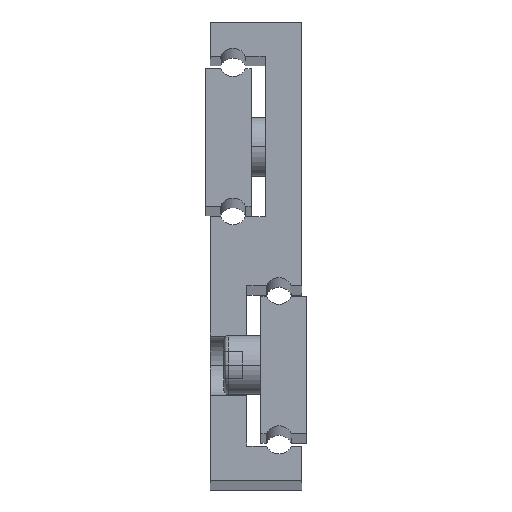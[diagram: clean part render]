
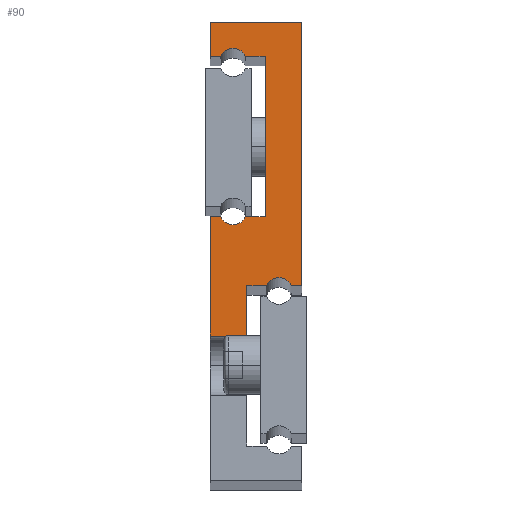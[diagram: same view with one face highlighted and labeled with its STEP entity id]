
A CAD part, top view. The second image highlights one B-rep face of the part: STEP entity #90.
In plain terms, the highlighted planar face has unit normal (0, 0, 1).
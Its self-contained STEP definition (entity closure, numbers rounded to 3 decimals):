
#65 = CARTESIAN_POINT ( 'NONE',  ( 0., 31.5, 600. ) ) ;
#66 = LINE ( 'NONE', #1960, #344 ) ;
#75 = CARTESIAN_POINT ( 'NONE',  ( 2.273, 92.5, 600. ) ) ;
#81 = DIRECTION ( 'NONE',  ( 0., 0., -1. ) ) ;
#82 = CARTESIAN_POINT ( 'NONE',  ( 12., 92.5, 600. ) ) ;
#90 = ADVANCED_FACE ( 'NONE', ( #634 ), #817, .F. ) ;
#108 = VECTOR ( 'NONE', #2160, 1000. ) ;
#118 = VERTEX_POINT ( 'NONE', #467 ) ;
#147 = CARTESIAN_POINT ( 'NONE',  ( 7.727, 92.5, 600. ) ) ;
#155 = ORIENTED_EDGE ( 'NONE', *, *, #1654, .T. ) ;
#187 = CARTESIAN_POINT ( 'NONE',  ( 12.273, 42.5, 600. ) ) ;
#244 = EDGE_CURVE ( 'NONE', #1186, #296, #387, .T. ) ;
#246 = EDGE_CURVE ( 'NONE', #1106, #1128, #1439, .T. ) ;
#258 = EDGE_CURVE ( 'NONE', #919, #732, #509, .T. ) ;
#277 = ORIENTED_EDGE ( 'NONE', *, *, #1266, .T. ) ;
#290 = CARTESIAN_POINT ( 'NONE',  ( 20., 42.5, 600. ) ) ;
#291 = ORIENTED_EDGE ( 'NONE', *, *, #1013, .T. ) ;
#296 = VERTEX_POINT ( 'NONE', #1685 ) ;
#307 = VERTEX_POINT ( 'NONE', #1329 ) ;
#344 = VECTOR ( 'NONE', #1626, 1000. ) ;
#357 = ORIENTED_EDGE ( 'NONE', *, *, #636, .T. ) ;
#381 = VERTEX_POINT ( 'NONE', #1723 ) ;
#384 = EDGE_CURVE ( 'NONE', #1975, #1816, #1461, .T. ) ;
#387 = LINE ( 'NONE', #65, #1643 ) ;
#391 = EDGE_CURVE ( 'NONE', #732, #1292, #804, .T. ) ;
#420 = LINE ( 'NONE', #1662, #2031 ) ;
#443 = DIRECTION ( 'NONE',  ( 0., 1., 0. ) ) ;
#464 = VECTOR ( 'NONE', #1673, 1000. ) ;
#466 = VECTOR ( 'NONE', #1893, 1000. ) ;
#467 = CARTESIAN_POINT ( 'NONE',  ( 8., 42.5, 600. ) ) ;
#509 = CIRCLE ( 'NONE', #1081, 3. ) ;
#540 = EDGE_CURVE ( 'NONE', #118, #1975, #66, .T. ) ;
#592 = DIRECTION ( 'NONE',  ( 0., -1., 0. ) ) ;
#598 = LINE ( 'NONE', #741, #647 ) ;
#600 = VERTEX_POINT ( 'NONE', #1650 ) ;
#611 = VECTOR ( 'NONE', #1451, 1000. ) ;
#620 = ORIENTED_EDGE ( 'NONE', *, *, #540, .T. ) ;
#632 = ORIENTED_EDGE ( 'NONE', *, *, #923, .T. ) ;
#634 = FACE_OUTER_BOUND ( 'NONE', #1942, .T. ) ;
#636 = EDGE_CURVE ( 'NONE', #296, #118, #598, .T. ) ;
#647 = VECTOR ( 'NONE', #443, 1000. ) ;
#653 = DIRECTION ( 'NONE',  ( 0., -1., 0. ) ) ;
#660 = CARTESIAN_POINT ( 'NONE',  ( 15., 41.25, 600. ) ) ;
#667 = EDGE_CURVE ( 'NONE', #307, #799, #2169, .T. ) ;
#671 = CARTESIAN_POINT ( 'NONE',  ( 7.727, 92.5, 600. ) ) ;
#703 = CARTESIAN_POINT ( 'NONE',  ( 0., 57.5, 600. ) ) ;
#728 = DIRECTION ( 'NONE',  ( 1., 0., 0. ) ) ;
#732 = VERTEX_POINT ( 'NONE', #147 ) ;
#739 = CARTESIAN_POINT ( 'NONE',  ( 20., 100., 600. ) ) ;
#741 = CARTESIAN_POINT ( 'NONE',  ( 8., 7.5, 600. ) ) ;
#762 = CARTESIAN_POINT ( 'NONE',  ( 0., 0., 600. ) ) ;
#774 = VECTOR ( 'NONE', #1062, 1000. ) ;
#789 = CARTESIAN_POINT ( 'NONE',  ( 17.727, 42.5, 600. ) ) ;
#798 = CARTESIAN_POINT ( 'NONE',  ( 0., 100., 600. ) ) ;
#799 = VERTEX_POINT ( 'NONE', #1190 ) ;
#804 = LINE ( 'NONE', #671, #466 ) ;
#814 = DIRECTION ( 'NONE',  ( 0., 0., -1. ) ) ;
#817 = PLANE ( 'NONE',  #1120 ) ;
#859 = LINE ( 'NONE', #703, #774 ) ;
#896 = AXIS2_PLACEMENT_3D ( 'NONE', #660, #2211, #1917 ) ;
#912 = DIRECTION ( 'NONE',  ( 1., 0., 0. ) ) ;
#919 = VERTEX_POINT ( 'NONE', #75 ) ;
#923 = EDGE_CURVE ( 'NONE', #381, #919, #420, .T. ) ;
#954 = VECTOR ( 'NONE', #1430, 1000. ) ;
#1013 = EDGE_CURVE ( 'NONE', #1292, #600, #2036, .T. ) ;
#1052 = ORIENTED_EDGE ( 'NONE', *, *, #384, .T. ) ;
#1062 = DIRECTION ( 'NONE',  ( -1., 0., 0. ) ) ;
#1071 = ORIENTED_EDGE ( 'NONE', *, *, #244, .T. ) ;
#1081 = AXIS2_PLACEMENT_3D ( 'NONE', #1635, #81, #1889 ) ;
#1085 = LINE ( 'NONE', #1484, #108 ) ;
#1104 = VECTOR ( 'NONE', #653, 1000. ) ;
#1106 = VERTEX_POINT ( 'NONE', #1279 ) ;
#1120 = AXIS2_PLACEMENT_3D ( 'NONE', #1507, #1530, #2213 ) ;
#1128 = VERTEX_POINT ( 'NONE', #1139 ) ;
#1139 = CARTESIAN_POINT ( 'NONE',  ( 20., 100., 600. ) ) ;
#1186 = VERTEX_POINT ( 'NONE', #1660 ) ;
#1190 = CARTESIAN_POINT ( 'NONE',  ( 2.273, 57.5, 600. ) ) ;
#1238 = AXIS2_PLACEMENT_3D ( 'NONE', #1880, #814, #1323 ) ;
#1242 = LINE ( 'NONE', #1569, #954 ) ;
#1255 = VERTEX_POINT ( 'NONE', #1836 ) ;
#1266 = EDGE_CURVE ( 'NONE', #1816, #1106, #1849, .T. ) ;
#1279 = CARTESIAN_POINT ( 'NONE',  ( 20., 42.5, 600. ) ) ;
#1292 = VERTEX_POINT ( 'NONE', #82 ) ;
#1323 = DIRECTION ( 'NONE',  ( -1., 0., 0. ) ) ;
#1329 = CARTESIAN_POINT ( 'NONE',  ( 7.727, 57.5, 600. ) ) ;
#1430 = DIRECTION ( 'NONE',  ( -1., 0., 0. ) ) ;
#1432 = ORIENTED_EDGE ( 'NONE', *, *, #391, .T. ) ;
#1439 = LINE ( 'NONE', #739, #611 ) ;
#1451 = DIRECTION ( 'NONE',  ( 0., 1., 0. ) ) ;
#1461 = CIRCLE ( 'NONE', #896, 3. ) ;
#1484 = CARTESIAN_POINT ( 'NONE',  ( 7.727, 57.5, 600. ) ) ;
#1492 = ORIENTED_EDGE ( 'NONE', *, *, #1587, .T. ) ;
#1507 = CARTESIAN_POINT ( 'NONE',  ( 5., 58.75, 600. ) ) ;
#1530 = DIRECTION ( 'NONE',  ( 0., 0., -1. ) ) ;
#1537 = LINE ( 'NONE', #798, #1104 ) ;
#1551 = CARTESIAN_POINT ( 'NONE',  ( 12., 92.5, 600. ) ) ;
#1569 = CARTESIAN_POINT ( 'NONE',  ( 20., 100., 600. ) ) ;
#1571 = ORIENTED_EDGE ( 'NONE', *, *, #1624, .T. ) ;
#1587 = EDGE_CURVE ( 'NONE', #1128, #1627, #1242, .T. ) ;
#1624 = EDGE_CURVE ( 'NONE', #1255, #1186, #2001, .T. ) ;
#1626 = DIRECTION ( 'NONE',  ( 1., 0., 0. ) ) ;
#1627 = VERTEX_POINT ( 'NONE', #2142 ) ;
#1635 = CARTESIAN_POINT ( 'NONE',  ( 5., 91.25, 600. ) ) ;
#1643 = VECTOR ( 'NONE', #728, 1000. ) ;
#1650 = CARTESIAN_POINT ( 'NONE',  ( 12., 57.5, 600. ) ) ;
#1654 = EDGE_CURVE ( 'NONE', #600, #307, #1085, .T. ) ;
#1660 = CARTESIAN_POINT ( 'NONE',  ( 0., 31.5, 600. ) ) ;
#1662 = CARTESIAN_POINT ( 'NONE',  ( 0., 92.5, 600. ) ) ;
#1673 = DIRECTION ( 'NONE',  ( 1., 0., 0. ) ) ;
#1685 = CARTESIAN_POINT ( 'NONE',  ( 8., 31.5, 600. ) ) ;
#1723 = CARTESIAN_POINT ( 'NONE',  ( 0., 92.5, 600. ) ) ;
#1816 = VERTEX_POINT ( 'NONE', #789 ) ;
#1832 = VECTOR ( 'NONE', #2092, 1000. ) ;
#1836 = CARTESIAN_POINT ( 'NONE',  ( 0., 57.5, 600. ) ) ;
#1843 = EDGE_CURVE ( 'NONE', #1627, #381, #1537, .T. ) ;
#1849 = LINE ( 'NONE', #290, #464 ) ;
#1880 = CARTESIAN_POINT ( 'NONE',  ( 5., 58.75, 600. ) ) ;
#1885 = ORIENTED_EDGE ( 'NONE', *, *, #258, .T. ) ;
#1889 = DIRECTION ( 'NONE',  ( 1., 0., 0. ) ) ;
#1893 = DIRECTION ( 'NONE',  ( 1., 0., 0. ) ) ;
#1917 = DIRECTION ( 'NONE',  ( -1., 0., 0. ) ) ;
#1926 = ORIENTED_EDGE ( 'NONE', *, *, #246, .T. ) ;
#1942 = EDGE_LOOP ( 'NONE', ( #1571, #1071, #357, #620, #1052, #277, #1926, #1492, #1991, #632, #1885, #1432, #291, #155, #2127, #2079 ) ) ;
#1960 = CARTESIAN_POINT ( 'NONE',  ( 12.273, 42.5, 600. ) ) ;
#1975 = VERTEX_POINT ( 'NONE', #187 ) ;
#1979 = EDGE_CURVE ( 'NONE', #799, #1255, #859, .T. ) ;
#1991 = ORIENTED_EDGE ( 'NONE', *, *, #1843, .T. ) ;
#2001 = LINE ( 'NONE', #762, #2090 ) ;
#2031 = VECTOR ( 'NONE', #912, 1000. ) ;
#2036 = LINE ( 'NONE', #1551, #1832 ) ;
#2079 = ORIENTED_EDGE ( 'NONE', *, *, #1979, .T. ) ;
#2090 = VECTOR ( 'NONE', #592, 1000. ) ;
#2092 = DIRECTION ( 'NONE',  ( 0., -1., 0. ) ) ;
#2127 = ORIENTED_EDGE ( 'NONE', *, *, #667, .T. ) ;
#2142 = CARTESIAN_POINT ( 'NONE',  ( 0., 100., 600. ) ) ;
#2160 = DIRECTION ( 'NONE',  ( -1., 0., 0. ) ) ;
#2169 = CIRCLE ( 'NONE', #1238, 3. ) ;
#2211 = DIRECTION ( 'NONE',  ( 0., 0., -1. ) ) ;
#2213 = DIRECTION ( 'NONE',  ( -1., 0., 0. ) ) ;
